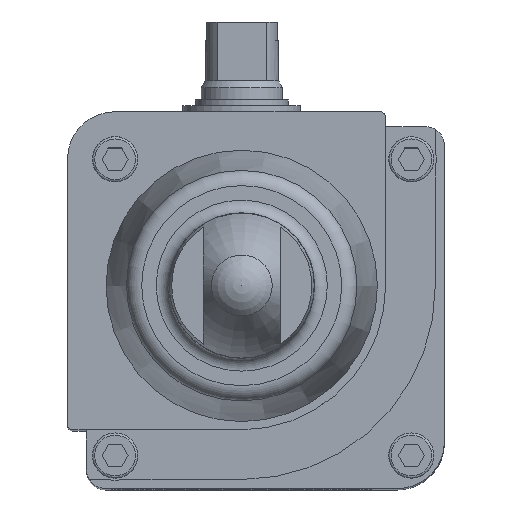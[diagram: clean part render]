
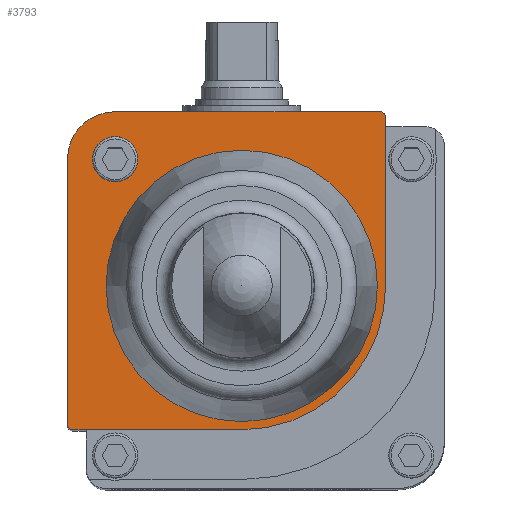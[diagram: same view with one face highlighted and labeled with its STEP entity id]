
A CAD part, top view. The second image highlights one B-rep face of the part: STEP entity #3793.
In plain terms, the highlighted planar face has unit normal (0, 0, 1).
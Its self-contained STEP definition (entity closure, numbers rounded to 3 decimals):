
#134=PLANE('',#4132);
#305=LINE('',#5914,#619);
#312=LINE('',#5929,#626);
#318=LINE('',#5971,#632);
#323=LINE('',#5991,#637);
#619=VECTOR('',#4645,1000.);
#626=VECTOR('',#4658,1000.);
#632=VECTOR('',#4702,1000.);
#637=VECTOR('',#4721,1000.);
#1058=ORIENTED_EDGE('',*,*,#2014,.T.);
#1059=ORIENTED_EDGE('',*,*,#2015,.T.);
#1060=ORIENTED_EDGE('',*,*,#2002,.T.);
#1061=ORIENTED_EDGE('',*,*,#2006,.T.);
#1062=ORIENTED_EDGE('',*,*,#2012,.T.);
#1063=ORIENTED_EDGE('',*,*,#2013,.T.);
#1064=ORIENTED_EDGE('',*,*,#1973,.T.);
#1065=ORIENTED_EDGE('',*,*,#1976,.T.);
#1066=ORIENTED_EDGE('',*,*,#1981,.T.);
#1067=ORIENTED_EDGE('',*,*,#2016,.T.);
#1973=EDGE_CURVE('',#2459,#2458,#305,.T.);
#1976=EDGE_CURVE('',#2458,#2460,#2801,.T.);
#1981=EDGE_CURVE('',#2460,#2463,#312,.T.);
#2002=EDGE_CURVE('',#2481,#2480,#318,.T.);
#2006=EDGE_CURVE('',#2480,#2483,#2817,.T.);
#2012=EDGE_CURVE('',#2483,#2488,#323,.T.);
#2013=EDGE_CURVE('',#2488,#2459,#2822,.T.);
#2014=EDGE_CURVE('',#2489,#2489,#2823,.T.);
#2015=EDGE_CURVE('',#2463,#2481,#2824,.T.);
#2016=EDGE_CURVE('',#2490,#2490,#2825,.T.);
#2458=VERTEX_POINT('',#5913);
#2459=VERTEX_POINT('',#5915);
#2460=VERTEX_POINT('',#5919);
#2463=VERTEX_POINT('',#5928);
#2480=VERTEX_POINT('',#5970);
#2481=VERTEX_POINT('',#5972);
#2483=VERTEX_POINT('',#5978);
#2488=VERTEX_POINT('',#5990);
#2489=VERTEX_POINT('',#5996);
#2490=VERTEX_POINT('',#5999);
#2801=CIRCLE('',#4102,1.184);
#2817=CIRCLE('',#4124,1.184);
#2822=CIRCLE('',#4131,10.4);
#2823=CIRCLE('',#4133,5.);
#2824=CIRCLE('',#4134,31.8);
#2825=CIRCLE('',#4135,30.);
#3003=EDGE_LOOP('',(#1058));
#3004=EDGE_LOOP('',(#1059,#1060,#1061,#1062,#1063,#1064,#1065,#1066));
#3005=EDGE_LOOP('',(#1067));
#3375=FACE_BOUND('',#3003,.T.);
#3376=FACE_BOUND('',#3004,.T.);
#3377=FACE_BOUND('',#3005,.T.);
#3793=ADVANCED_FACE('',(#3375,#3376,#3377),#134,.T.);
#4102=AXIS2_PLACEMENT_3D('',#5920,#4650,#4651);
#4124=AXIS2_PLACEMENT_3D('',#5979,#4708,#4709);
#4131=AXIS2_PLACEMENT_3D('',#5993,#4724,#4725);
#4132=AXIS2_PLACEMENT_3D('',#5994,#4726,#4727);
#4133=AXIS2_PLACEMENT_3D('',#5995,#4728,#4729);
#4134=AXIS2_PLACEMENT_3D('',#5997,#4730,#4731);
#4135=AXIS2_PLACEMENT_3D('',#5998,#4732,#4733);
#4645=DIRECTION('',(0.,-1.,0.));
#4650=DIRECTION('',(0.,0.,1.));
#4651=DIRECTION('',(1.,0.,0.));
#4658=DIRECTION('',(1.,0.,0.));
#4702=DIRECTION('',(0.,1.,0.));
#4708=DIRECTION('',(0.,0.,1.));
#4709=DIRECTION('',(1.,0.,0.));
#4721=DIRECTION('',(-1.,0.,0.));
#4724=DIRECTION('',(0.,0.,1.));
#4725=DIRECTION('',(1.,0.,0.));
#4726=DIRECTION('',(0.,0.,1.));
#4727=DIRECTION('',(1.,0.,0.));
#4728=DIRECTION('',(0.,0.,-1.));
#4729=DIRECTION('',(-1.,0.,0.));
#4730=DIRECTION('',(0.,0.,1.));
#4731=DIRECTION('',(1.,0.,0.));
#4732=DIRECTION('',(0.,0.,-1.));
#4733=DIRECTION('',(-1.,0.,0.));
#5913=CARTESIAN_POINT('',(-38.5,-30.616,92.65));
#5914=CARTESIAN_POINT('',(-38.5,28.1,92.65));
#5915=CARTESIAN_POINT('',(-38.5,28.1,92.65));
#5919=CARTESIAN_POINT('',(-37.316,-31.8,92.65));
#5920=CARTESIAN_POINT('',(-37.316,-30.616,92.65));
#5928=CARTESIAN_POINT('',(0.,-31.8,92.65));
#5929=CARTESIAN_POINT('',(-37.316,-31.8,92.65));
#5970=CARTESIAN_POINT('',(31.8,37.316,92.65));
#5971=CARTESIAN_POINT('',(31.8,35.2,92.65));
#5972=CARTESIAN_POINT('',(31.8,0.,92.65));
#5978=CARTESIAN_POINT('',(30.616,38.5,92.65));
#5979=CARTESIAN_POINT('',(30.616,37.316,92.65));
#5990=CARTESIAN_POINT('',(-28.1,38.5,92.65));
#5991=CARTESIAN_POINT('',(30.616,38.5,92.65));
#5993=CARTESIAN_POINT('',(-28.1,28.1,92.65));
#5994=CARTESIAN_POINT('',(-37.316,-30.616,92.65));
#5995=CARTESIAN_POINT('',(-28.,28.,92.65));
#5996=CARTESIAN_POINT('',(-33.,28.,92.65));
#5997=CARTESIAN_POINT('',(0.,0.,92.65));
#5998=CARTESIAN_POINT('',(0.,0.,92.65));
#5999=CARTESIAN_POINT('',(-30.,0.,92.65));
